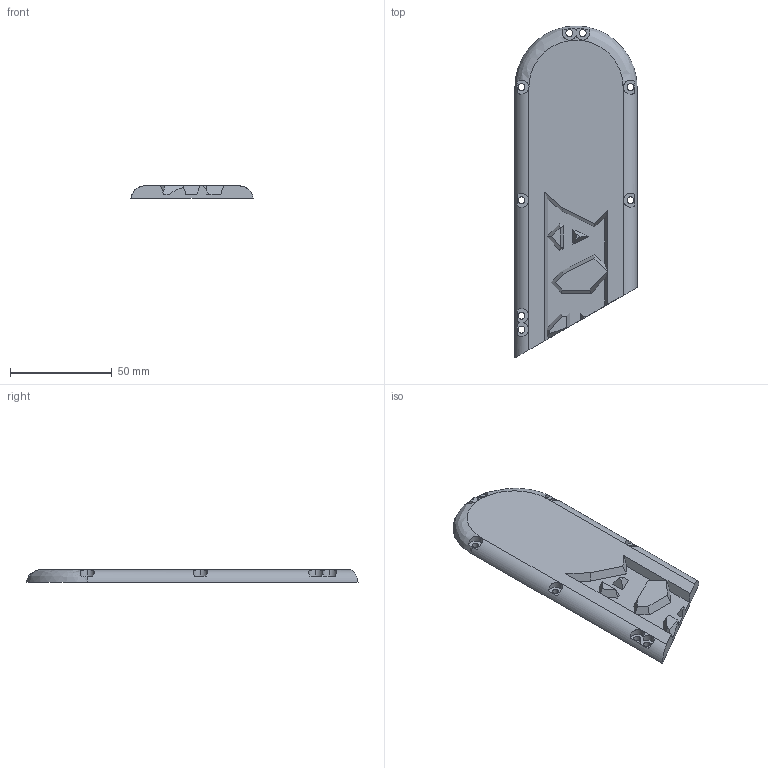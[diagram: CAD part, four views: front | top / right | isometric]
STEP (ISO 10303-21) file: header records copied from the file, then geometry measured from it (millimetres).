
FILE_DESCRIPTION (( 'STEP AP203' ), '1' );
FILE_NAME ('J2 Side Cover Lower.STEP', '2019-10-20T06:22:56', ( '' ), ( '' ), 'SwSTEP 2.0', 'SolidWorks 2019', '' );
FILE_SCHEMA (( 'CONFIG_CONTROL_DESIGN' ));
Length unit declared in the file: millimetre
Products named in the file (1): J2 Side Cover Lower
Bounding box: 60 x 162.81 x 6 mm (x, y, z)
Volume: 41378.2 mm3; surface area: 19073.8 mm2
Topology: 1 solids, 1 shells, 79 faces, 215 edges, 143 vertices
Faces by surface type: plane 41, cylinder 35, bspline 3
Entity records: 3141 total; most frequent: CARTESIAN_POINT 1040, ORIENTED_EDGE 430, DIRECTION 399, EDGE_CURVE 215, VERTEX_POINT 143, AXIS2_PLACEMENT_3D 135, VECTOR 129, LINE 129
